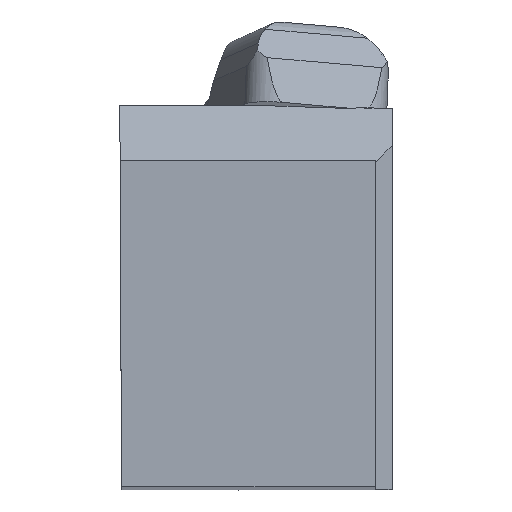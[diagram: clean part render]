
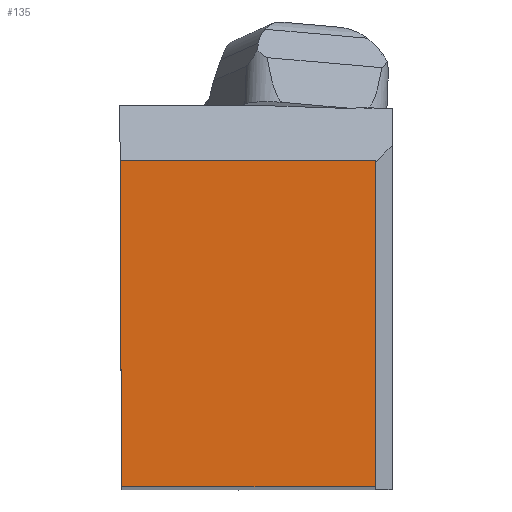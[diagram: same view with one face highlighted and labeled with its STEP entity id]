
A CAD part, top view. The second image highlights one B-rep face of the part: STEP entity #135.
In plain terms, the highlighted planar face has unit normal (0, 0, 1).
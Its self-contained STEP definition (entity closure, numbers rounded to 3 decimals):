
#135=ADVANCED_FACE('BLANK_BOXF006',(#245),#193,.F.);
#193=PLANE('',#1360);
#245=FACE_OUTER_BOUND('',#307,.T.);
#307=EDGE_LOOP('',(#435,#436,#437,#438));
#435=ORIENTED_EDGE('',*,*,#865,.T.);
#436=ORIENTED_EDGE('',*,*,#866,.T.);
#437=ORIENTED_EDGE('',*,*,#867,.T.);
#438=ORIENTED_EDGE('',*,*,#868,.T.);
#743=VERTEX_POINT('',#1929);
#744=VERTEX_POINT('',#1930);
#745=VERTEX_POINT('',#1932);
#746=VERTEX_POINT('',#1934);
#865=EDGE_CURVE('',#743,#744,#1028,.T.);
#866=EDGE_CURVE('',#744,#745,#1029,.T.);
#867=EDGE_CURVE('',#745,#746,#1030,.T.);
#868=EDGE_CURVE('',#746,#743,#1031,.T.);
#1028=LINE('',#1928,#1163);
#1029=LINE('',#1931,#1164);
#1030=LINE('',#1933,#1165);
#1031=LINE('',#1935,#1166);
#1163=VECTOR('',#1518,1.);
#1164=VECTOR('',#1519,1.);
#1165=VECTOR('',#1520,1.);
#1166=VECTOR('',#1521,1.);
#1360=AXIS2_PLACEMENT_3D('',#1936,#1522,#1523);
#1518=DIRECTION('',(0.,1.,0.));
#1519=DIRECTION('',(-1.,0.,0.));
#1520=DIRECTION('',(0.004,-1.,0.));
#1521=DIRECTION('',(1.,0.,0.));
#1522=DIRECTION('',(0.,0.,-1.));
#1523=DIRECTION('',(1.,0.,0.));
#1928=CARTESIAN_POINT('',(24.875,-186.35,0.));
#1929=CARTESIAN_POINT('',(24.875,0.,0.));
#1930=CARTESIAN_POINT('',(24.875,31.85,0.));
#1931=CARTESIAN_POINT('',(186.35,31.85,0.));
#1932=CARTESIAN_POINT('',(0.,31.85,0.));
#1933=CARTESIAN_POINT('',(-0.674,186.348,0.));
#1934=CARTESIAN_POINT('',(0.139,0.,0.));
#1935=CARTESIAN_POINT('',(-186.35,0.,0.));
#1936=CARTESIAN_POINT('',(27.85,-5.,0.));
